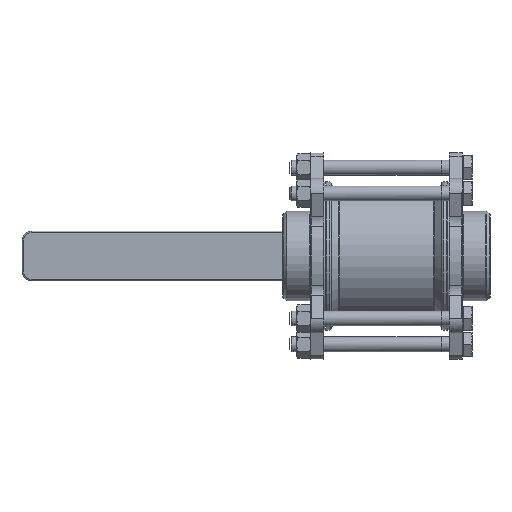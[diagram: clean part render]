
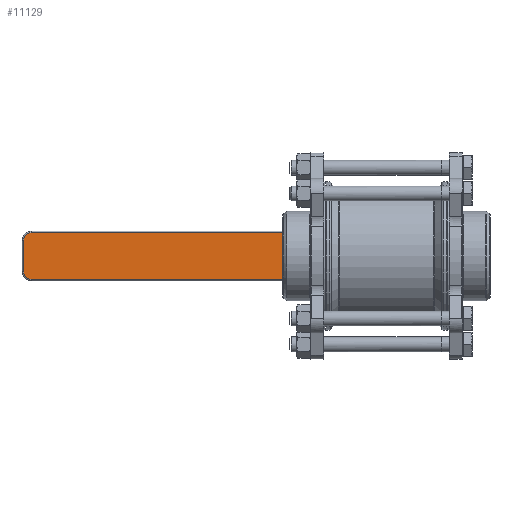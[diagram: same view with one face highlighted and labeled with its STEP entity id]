
A CAD part, front view. The second image highlights one B-rep face of the part: STEP entity #11129.
In plain terms, the highlighted planar face has unit normal (0, -1, 0).
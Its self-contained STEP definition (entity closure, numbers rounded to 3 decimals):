
#1160=LINE('',#19388,#1947);
#1163=LINE('',#19403,#1950);
#1165=LINE('',#19415,#1952);
#1166=LINE('',#19417,#1953);
#1947=VECTOR('',#14943,10.);
#1950=VECTOR('',#14960,10.);
#1952=VECTOR('',#14974,10.);
#1953=VECTOR('',#14977,10.);
#2355=PLANE('',#12354);
#2914=FACE_OUTER_BOUND('',#3621,.T.);
#3621=EDGE_LOOP('',(#9243,#9244,#9245,#9246,#9247,#9248));
#4233=CIRCLE('',#12345,4.);
#4237=CIRCLE('',#12351,4.);
#5180=VERTEX_POINT('',#19385);
#5181=VERTEX_POINT('',#19387);
#5183=VERTEX_POINT('',#19393);
#5185=VERTEX_POINT('',#19399);
#5187=VERTEX_POINT('',#19405);
#5189=VERTEX_POINT('',#19411);
#6553=EDGE_CURVE('',#5180,#5181,#1160,.T.);
#6558=EDGE_CURVE('',#5181,#5183,#4233,.T.);
#6561=EDGE_CURVE('',#5183,#5185,#1163,.T.);
#6564=EDGE_CURVE('',#5185,#5187,#4237,.T.);
#6567=EDGE_CURVE('',#5187,#5189,#1165,.T.);
#6568=EDGE_CURVE('',#5189,#5180,#1166,.T.);
#9243=ORIENTED_EDGE('',*,*,#6567,.F.);
#9244=ORIENTED_EDGE('',*,*,#6564,.F.);
#9245=ORIENTED_EDGE('',*,*,#6561,.F.);
#9246=ORIENTED_EDGE('',*,*,#6558,.F.);
#9247=ORIENTED_EDGE('',*,*,#6553,.F.);
#9248=ORIENTED_EDGE('',*,*,#6568,.F.);
#11129=ADVANCED_FACE('',(#2914),#2355,.T.);
#12345=AXIS2_PLACEMENT_3D('',#19397,#14953,#14954);
#12351=AXIS2_PLACEMENT_3D('',#19409,#14967,#14968);
#12354=AXIS2_PLACEMENT_3D('',#19416,#14975,#14976);
#14943=DIRECTION('',(0.,0.,-1.));
#14953=DIRECTION('center_axis',(0.,1.,0.));
#14954=DIRECTION('ref_axis',(0.707,0.,-0.707));
#14960=DIRECTION('',(-1.,0.,0.));
#14967=DIRECTION('center_axis',(0.,1.,0.));
#14968=DIRECTION('ref_axis',(-0.707,0.,-0.707));
#14974=DIRECTION('',(0.,0.,1.));
#14975=DIRECTION('center_axis',(0.,-1.,0.));
#14976=DIRECTION('ref_axis',(-1.,0.,0.));
#14977=DIRECTION('',(1.,0.,0.));
#19385=CARTESIAN_POINT('',(12.5,32.617,-46.577));
#19387=CARTESIAN_POINT('',(12.5,32.617,-192.077));
#19388=CARTESIAN_POINT('',(12.5,32.617,-46.577));
#19393=CARTESIAN_POINT('',(8.5,32.617,-196.077));
#19397=CARTESIAN_POINT('Origin',(8.5,32.617,-192.077));
#19399=CARTESIAN_POINT('',(-8.5,32.617,-196.077));
#19403=CARTESIAN_POINT('',(6.75,32.617,-196.077));
#19405=CARTESIAN_POINT('',(-12.5,32.617,-192.077));
#19409=CARTESIAN_POINT('Origin',(-8.5,32.617,-192.077));
#19411=CARTESIAN_POINT('',(-12.5,32.617,-46.577));
#19415=CARTESIAN_POINT('',(-12.5,32.617,-46.577));
#19416=CARTESIAN_POINT('Origin',(13.5,32.617,-46.577));
#19417=CARTESIAN_POINT('',(-13.5,32.617,-46.577));
